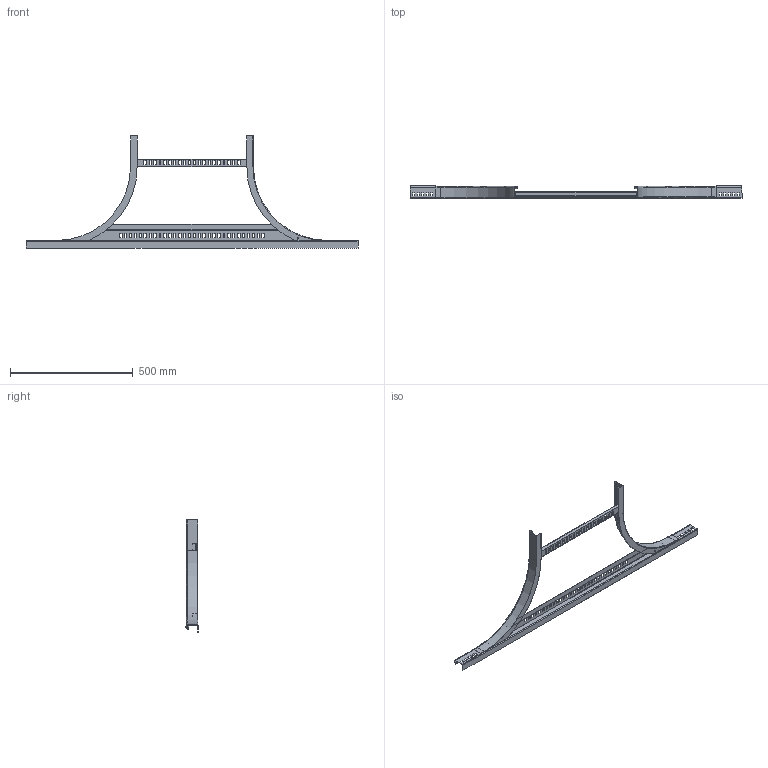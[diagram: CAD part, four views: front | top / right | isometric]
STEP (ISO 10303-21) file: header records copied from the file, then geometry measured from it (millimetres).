
FILE_DESCRIPTION (( 'STEP AP214' ), '1' );
FILE_NAME ('6225816.stp', '2017-03-24T12:47:35', ( '' ), ( '' ), 'SwSTEP 2.0', 'SolidWorks 2016', '' );
FILE_SCHEMA (( 'AUTOMOTIVE_DESIGN' ));
Length unit declared in the file: millimetre
Products named in the file (5): 087887_Innenholm 45xR300 li; 087888_St》zprofil f〉 R300 NB500; 079986_L=0492; 087887_Innenholm 45xR300 re; 6225816
Assembly tree (4 placements, depth 2):
  6225816
    087887_Innenholm 45xR300 re
    079986_L=0492
    087888_St》zprofil f〉 R300 NB500
    087887_Innenholm 45xR300 li
Bounding box: 1350 x 50 x 456.2 mm (x, y, z)
Volume: 451280.6 mm3; surface area: 558113.5 mm2
Topology: 4 solids, 4 shells, 433 faces, 1216 edges, 791 vertices
Faces by surface type: plane 338, cylinder 83, torus 6, bspline 6
Entity records: 14820 total; most frequent: CARTESIAN_POINT 3133, ORIENTED_EDGE 2432, DIRECTION 2226, EDGE_CURVE 1216, LINE 1046, VECTOR 1046, VERTEX_POINT 791, AXIS2_PLACEMENT_3D 590
